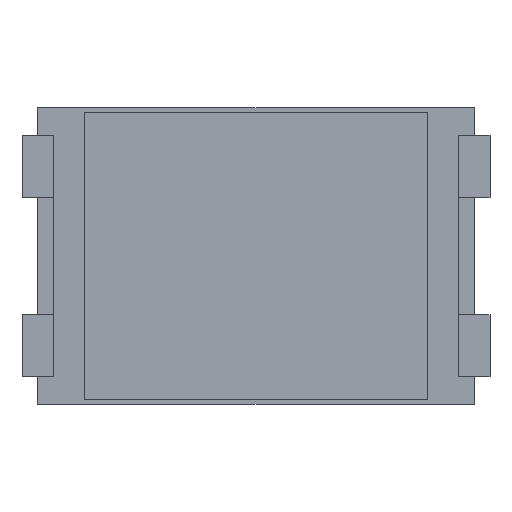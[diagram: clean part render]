
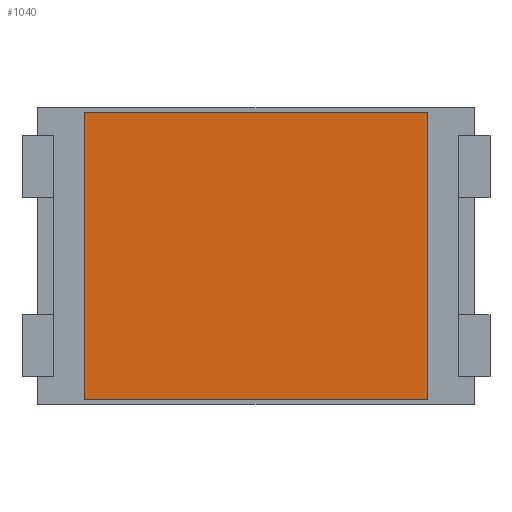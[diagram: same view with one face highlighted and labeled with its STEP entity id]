
A CAD part, front view. The second image highlights one B-rep face of the part: STEP entity #1040.
In plain terms, the highlighted planar face has unit normal (0, -1, 0).
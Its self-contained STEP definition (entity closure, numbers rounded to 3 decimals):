
#41 = LINE ( 'NONE', #1297, #1016 ) ;
#86 = LINE ( 'NONE', #687, #1627 ) ;
#125 = DIRECTION ( 'NONE',  ( 0., 0., 1. ) ) ;
#189 = CARTESIAN_POINT ( 'NONE',  ( 1.1, 0., 0.68 ) ) ;
#209 = FACE_OUTER_BOUND ( 'NONE', #1613, .T. ) ;
#224 = VERTEX_POINT ( 'NONE', #189 ) ;
#249 = ORIENTED_EDGE ( 'NONE', *, *, #1380, .F. ) ;
#349 = VECTOR ( 'NONE', #1182, 1000. ) ;
#402 = CARTESIAN_POINT ( 'NONE',  ( -1.1, 0., -1.16 ) ) ;
#443 = ORIENTED_EDGE ( 'NONE', *, *, #1824, .F. ) ;
#623 = DIRECTION ( 'NONE',  ( 0., -1., 0. ) ) ;
#666 = VECTOR ( 'NONE', #1327, 1000. ) ;
#679 = VERTEX_POINT ( 'NONE', #915 ) ;
#687 = CARTESIAN_POINT ( 'NONE',  ( -1.1, 0., 0.68 ) ) ;
#804 = CARTESIAN_POINT ( 'NONE',  ( 1.1, 0., -1.16 ) ) ;
#805 = VERTEX_POINT ( 'NONE', #804 ) ;
#850 = AXIS2_PLACEMENT_3D ( 'NONE', #1082, #623, #1378 ) ;
#915 = CARTESIAN_POINT ( 'NONE',  ( -1.1, 0., -1.16 ) ) ;
#946 = CARTESIAN_POINT ( 'NONE',  ( -1.1, 0., 0.68 ) ) ;
#1016 = VECTOR ( 'NONE', #1602, 1000. ) ;
#1040 = ADVANCED_FACE ( 'NONE', ( #209 ), #1066, .T. ) ;
#1066 = PLANE ( 'NONE',  #850 ) ;
#1069 = LINE ( 'NONE', #402, #666 ) ;
#1082 = CARTESIAN_POINT ( 'NONE',  ( 0., 0., -0.24 ) ) ;
#1149 = VERTEX_POINT ( 'NONE', #946 ) ;
#1182 = DIRECTION ( 'NONE',  ( 1., 0., 0. ) ) ;
#1297 = CARTESIAN_POINT ( 'NONE',  ( 1.1, 0., -1.16 ) ) ;
#1327 = DIRECTION ( 'NONE',  ( -1., 0., 0. ) ) ;
#1366 = ORIENTED_EDGE ( 'NONE', *, *, #1769, .F. ) ;
#1378 = DIRECTION ( 'NONE',  ( -1., 0., 0. ) ) ;
#1380 = EDGE_CURVE ( 'NONE', #1149, #224, #1879, .T. ) ;
#1602 = DIRECTION ( 'NONE',  ( 0., 0., -1. ) ) ;
#1613 = EDGE_LOOP ( 'NONE', ( #443, #1366, #249, #1712 ) ) ;
#1627 = VECTOR ( 'NONE', #125, 1000. ) ;
#1712 = ORIENTED_EDGE ( 'NONE', *, *, #1818, .F. ) ;
#1769 = EDGE_CURVE ( 'NONE', #224, #805, #41, .T. ) ;
#1818 = EDGE_CURVE ( 'NONE', #679, #1149, #86, .T. ) ;
#1824 = EDGE_CURVE ( 'NONE', #805, #679, #1069, .T. ) ;
#1879 = LINE ( 'NONE', #1896, #349 ) ;
#1896 = CARTESIAN_POINT ( 'NONE',  ( 1.1, 0., 0.68 ) ) ;
